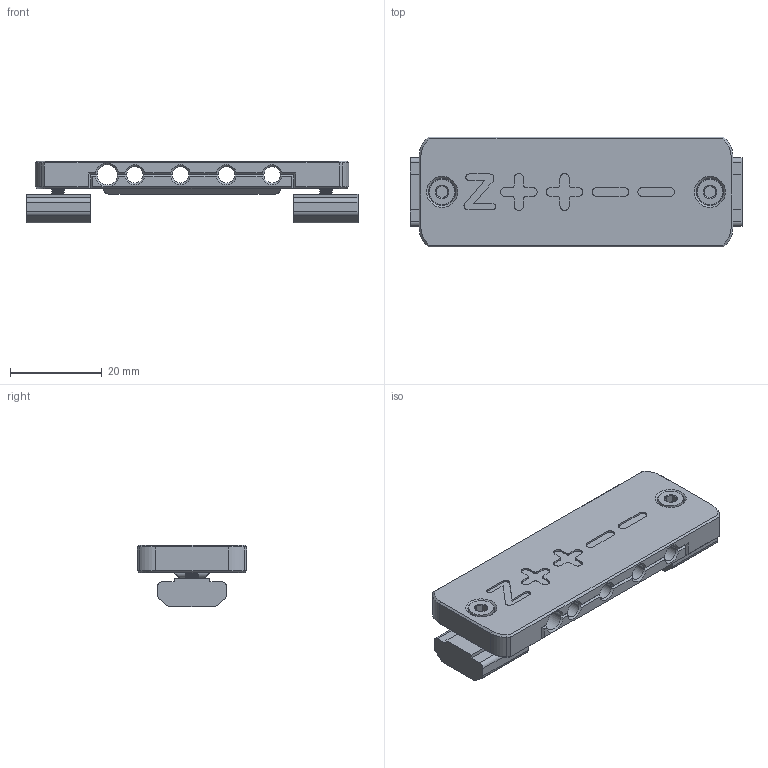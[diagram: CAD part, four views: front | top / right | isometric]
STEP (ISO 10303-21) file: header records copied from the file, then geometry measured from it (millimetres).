
FILE_DESCRIPTION(/* description */ (''),/* implementation_level */ '2;1');
FILE_NAME(/* name */ 'Prusawire_psu_and_z-motor_cable_guide.step',/* time_stamp */ '2025-08-04T14:58:36+03:00',/* author */ (''),/* organization */ (''),/* preprocessor_version */ 'ST-DEVELOPER v20.1',/* originating_system */ 'Autodesk Translation Framework v14.10.0.0',/* authorisation */ '');
FILE_SCHEMA (('AUTOMOTIVE_DESIGN { 1 0 10303 214 3 1 1 }'));
Length unit declared in the file: millimetre
Products named in the file (3): Prusawire_psu_and_z-motor_cable_guide; M3x10 SHCS; HNTT6-3
Assembly tree (4 placements, depth 2):
  Prusawire_psu_and_z-motor_cable_guide
    HNTT6-3  x2
    M3x10 SHCS  x2
Bounding box: 72.5 x 24 x 13.5 mm (x, y, z)
Volume: 10919.5 mm3; surface area: 9376.3 mm2
Topology: 6 solids, 6 shells, 425 faces, 1096 edges, 695 vertices
Faces by surface type: plane 213, cylinder 138, cone 53, bspline 21
Full cylindrical faces by diameter (mm): 2.356 x12, 2.459 x2, 2.927 x24, 3.4 x2, 5.5 x2, 6 x2
Entity records: 12771 total; most frequent: CARTESIAN_POINT 4634, ORIENTED_EDGE 1758, DIRECTION 1531, EDGE_CURVE 879, VERTEX_POINT 556, LINE 555, VECTOR 555, AXIS2_PLACEMENT_3D 488
